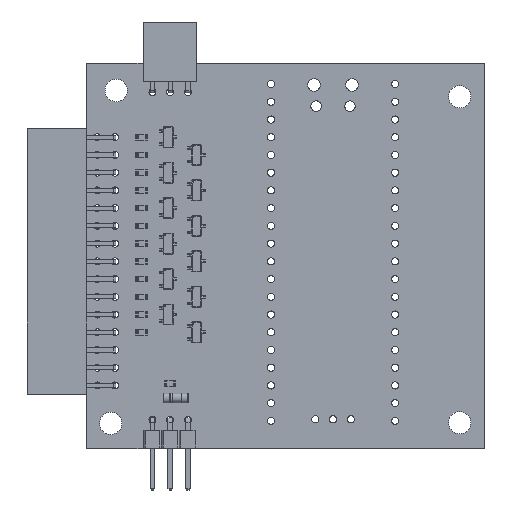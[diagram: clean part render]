
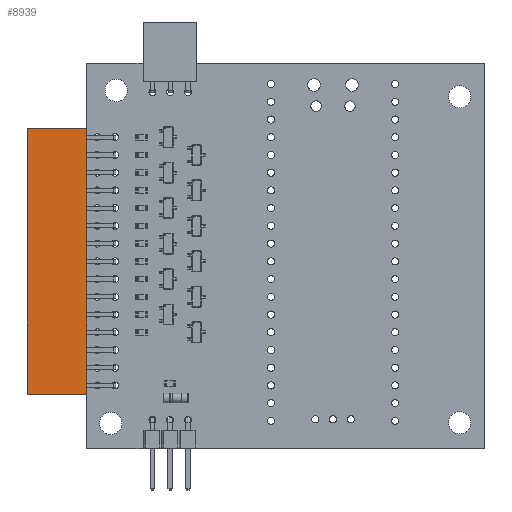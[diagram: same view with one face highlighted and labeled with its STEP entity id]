
A CAD part, top view. The second image highlights one B-rep face of the part: STEP entity #8939.
In plain terms, the highlighted planar face has unit normal (0, 0, 1).
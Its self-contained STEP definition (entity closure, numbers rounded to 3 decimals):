
#8939 = ADVANCED_FACE('',(#8940),#8974,.F.);
#8940 = FACE_BOUND('',#8941,.F.);
#8941 = EDGE_LOOP('',(#8942,#8952,#8960,#8968));
#8942 = ORIENTED_EDGE('',*,*,#8943,.T.);
#8943 = EDGE_CURVE('',#8944,#8946,#8948,.T.);
#8944 = VERTEX_POINT('',#8945);
#8945 = CARTESIAN_POINT('',(-4.06,-36.83,5.08));
#8946 = VERTEX_POINT('',#8947);
#8947 = CARTESIAN_POINT('',(-12.57,-36.83,5.08));
#8948 = LINE('',#8949,#8950);
#8949 = CARTESIAN_POINT('',(-4.06,-36.83,5.08));
#8950 = VECTOR('',#8951,1.);
#8951 = DIRECTION('',(-1.,0.,0.));
#8952 = ORIENTED_EDGE('',*,*,#8953,.T.);
#8953 = EDGE_CURVE('',#8946,#8954,#8956,.T.);
#8954 = VERTEX_POINT('',#8955);
#8955 = CARTESIAN_POINT('',(-12.57,1.27,5.08));
#8956 = LINE('',#8957,#8958);
#8957 = CARTESIAN_POINT('',(-12.57,-36.83,5.08));
#8958 = VECTOR('',#8959,1.);
#8959 = DIRECTION('',(0.,1.,0.));
#8960 = ORIENTED_EDGE('',*,*,#8961,.F.);
#8961 = EDGE_CURVE('',#8962,#8954,#8964,.T.);
#8962 = VERTEX_POINT('',#8963);
#8963 = CARTESIAN_POINT('',(-4.06,1.27,5.08));
#8964 = LINE('',#8965,#8966);
#8965 = CARTESIAN_POINT('',(-4.06,1.27,5.08));
#8966 = VECTOR('',#8967,1.);
#8967 = DIRECTION('',(-1.,0.,0.));
#8968 = ORIENTED_EDGE('',*,*,#8969,.F.);
#8969 = EDGE_CURVE('',#8944,#8962,#8970,.T.);
#8970 = LINE('',#8971,#8972);
#8971 = CARTESIAN_POINT('',(-4.06,-36.83,5.08));
#8972 = VECTOR('',#8973,1.);
#8973 = DIRECTION('',(0.,1.,0.));
#8974 = PLANE('',#8975);
#8975 = AXIS2_PLACEMENT_3D('',#8976,#8977,#8978);
#8976 = CARTESIAN_POINT('',(-4.06,-36.83,5.08));
#8977 = DIRECTION('',(0.,0.,-1.));
#8978 = DIRECTION('',(0.,1.,0.));
